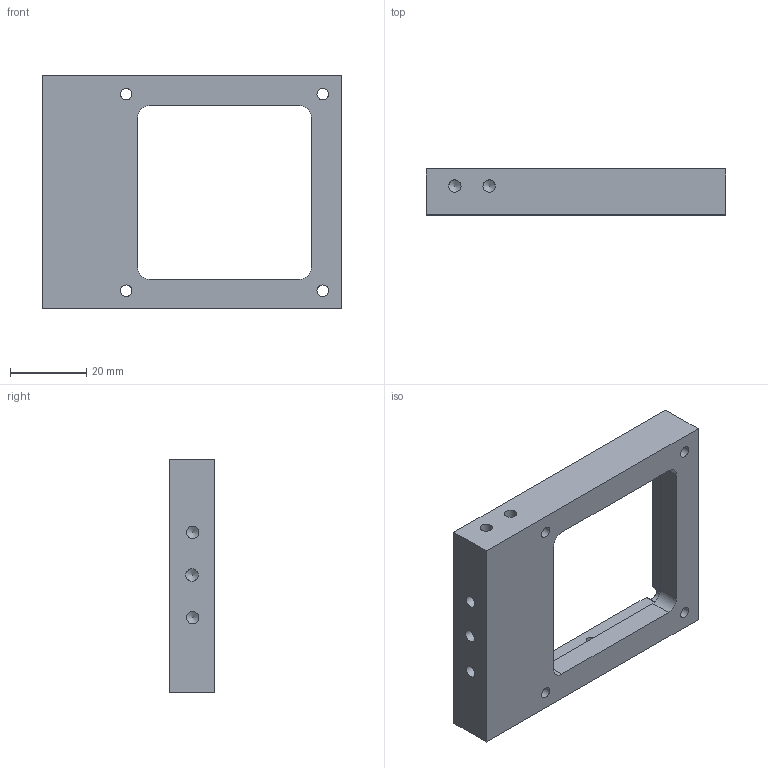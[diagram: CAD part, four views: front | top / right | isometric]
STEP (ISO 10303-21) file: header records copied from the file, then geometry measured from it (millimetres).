
FILE_DESCRIPTION(/* description */ (''),/* implementation_level */ '2;1');
FILE_NAME(/* name */ 'MirrorHolder.stp',/* time_stamp */ '2022-12-04T07:52:25+01:00',/* author */ ('Timo Raab'),/* organization */ ('AG Schmidt-Mende Universität Konstanz'),/* preprocessor_version */ 'ST-DEVELOPER v19.2',/* originating_system */ 'Autodesk Inventor 2023',/* authorisation */ '');
FILE_SCHEMA (('AUTOMOTIVE_DESIGN { 1 0 10303 214 3 1 1 }'));
Length unit declared in the file: millimetre
Products named in the file (1): MirrorHolder
Bounding box: 78.5 x 12 x 61.3 mm (x, y, z)
Volume: 28505.4 mm3; surface area: 12038.9 mm2
Topology: 1 solids, 1 shells, 42 faces, 124 edges, 81 vertices
Faces by surface type: plane 23, cylinder 14, cone 5
Full cylindrical faces by diameter (mm): 2.459 x1, 3 x4, 3.242 x5
Entity records: 1446 total; most frequent: CARTESIAN_POINT 243, DIRECTION 241, ORIENTED_EDGE 238, EDGE_CURVE 119, LINE 83, VECTOR 83, VERTEX_POINT 81, AXIS2_PLACEMENT_3D 79
